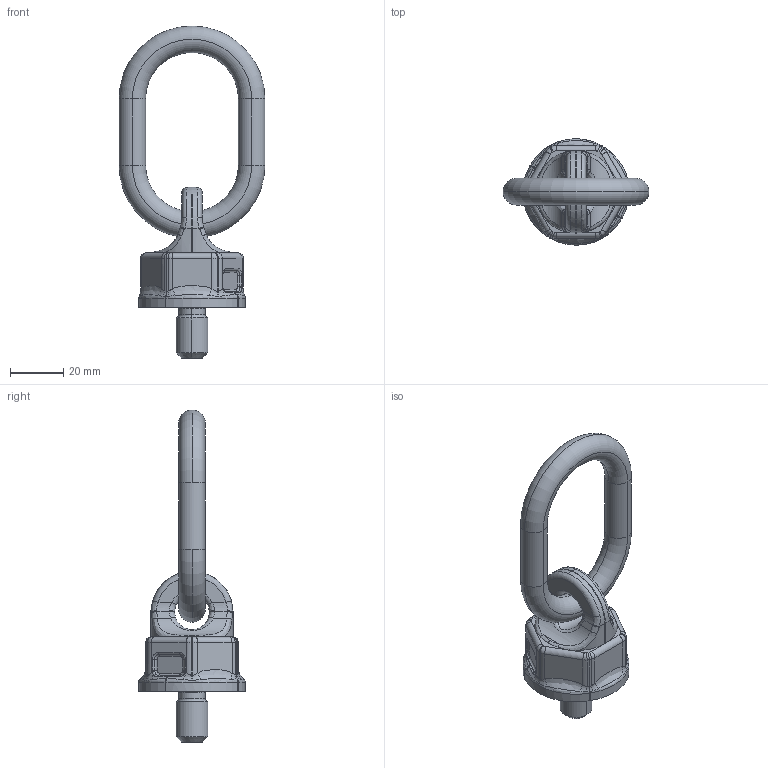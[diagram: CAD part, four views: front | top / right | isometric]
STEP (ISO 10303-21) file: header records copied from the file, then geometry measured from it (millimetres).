
FILE_DESCRIPTION(('CATIA V5 STEP Exchange'),'2;1');
FILE_NAME('8-272-006.stp','2017-06-16T07:38:13+00:00',('none'),('none'),'CATIA Version 5 Release 21 GA (IN-10)','CATIA V5 STEP AP203','none');
FILE_SCHEMA(('CONFIG_CONTROL_DESIGN'));
Length unit declared in the file: millimetre
Products named in the file (1): YK8272-006A_AllCATPart
Bounding box: 55 x 40.15 x 125.2 mm (x, y, z)
Volume: 44738.8 mm3; surface area: 12864.9 mm2
Topology: 2 solids, 2 shells, 250 faces, 586 edges, 338 vertices
Faces by surface type: bspline 78, cylinder 75, torus 50, plane 37, cone 6, revolution 4
Entity records: 11368 total; most frequent: CARTESIAN_POINT 6522, ORIENTED_EDGE 1172, DIRECTION 637, EDGE_CURVE 586, VERTEX_POINT 338, AXIS2_PLACEMENT_3D 336, B_SPLINE_CURVE_WITH_KNOTS 277, EDGE_LOOP 252
